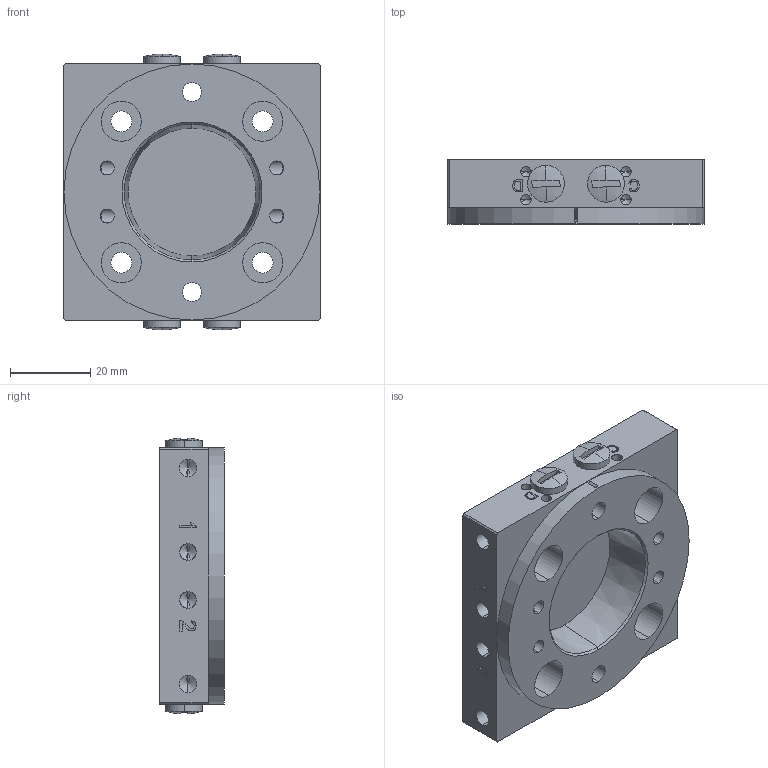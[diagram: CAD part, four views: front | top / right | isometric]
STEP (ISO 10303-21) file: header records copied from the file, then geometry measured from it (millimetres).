
FILE_DESCRIPTION (( 'STEP AP203' ), '1' );
FILE_NAME ('P0102.STEP', '2018-11-27T14:22:08', ( '' ), ( '' ), 'SwSTEP 2.0', 'SolidWorks 2017', '' );
FILE_SCHEMA (( 'CONFIG_CONTROL_DESIGN' ));
Length unit declared in the file: millimetre
Products named in the file (1): P0102
Bounding box: 64 x 16 x 68.96 mm (x, y, z)
Volume: 40556.4 mm3; surface area: 23073.2 mm2
Topology: 14 solids, 14 shells, 552 faces, 1361 edges, 839 vertices
Faces by surface type: plane 215, cylinder 162, cone 114, bspline 53, sphere 8
Entity records: 19456 total; most frequent: CARTESIAN_POINT 6562, ORIENTED_EDGE 2642, DIRECTION 2597, EDGE_CURVE 1321, AXIS2_PLACEMENT_3D 914, VERTEX_POINT 839, VECTOR 769, LINE 769
